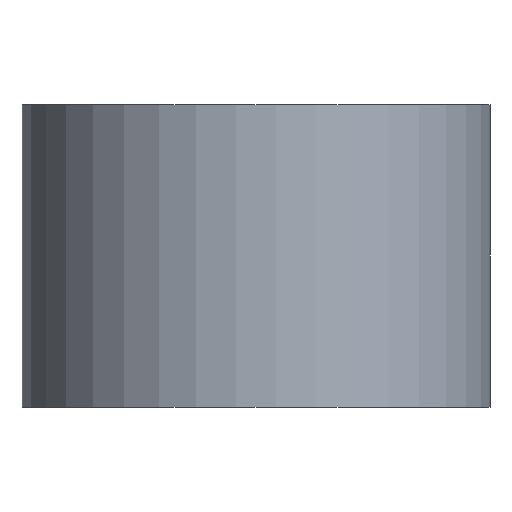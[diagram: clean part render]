
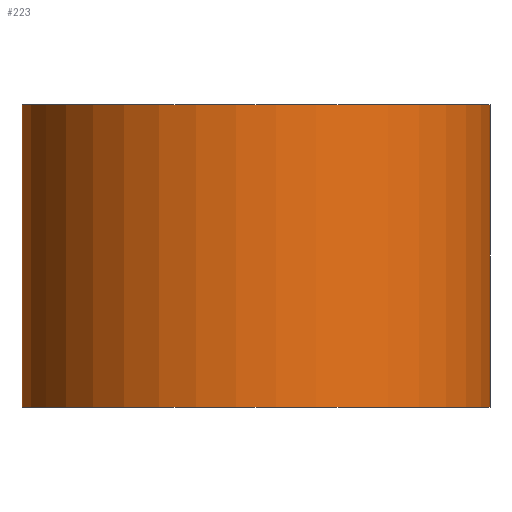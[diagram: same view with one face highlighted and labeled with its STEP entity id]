
A CAD part, front view. The second image highlights one B-rep face of the part: STEP entity #223.
In plain terms, the highlighted cylindrical face has radius 3.1 mm (diameter 6.2 mm), a partial arc.
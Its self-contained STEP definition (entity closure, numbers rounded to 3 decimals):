
#44 = PLANE('',#45);
#45 = AXIS2_PLACEMENT_3D('',#46,#47,#48);
#46 = CARTESIAN_POINT('',(-14.05,2.6,4.));
#47 = DIRECTION('',(1.,0.,0.));
#48 = DIRECTION('',(0.,-1.,0.));
#73 = PLANE('',#74);
#74 = AXIS2_PLACEMENT_3D('',#75,#76,#77);
#75 = CARTESIAN_POINT('',(-14.05,2.6,8.));
#76 = DIRECTION('',(0.,0.,-1.));
#77 = DIRECTION('',(-1.,0.,0.));
#105 = PLANE('',#106);
#106 = AXIS2_PLACEMENT_3D('',#107,#108,#109);
#107 = CARTESIAN_POINT('',(-16.95,2.6,4.));
#108 = DIRECTION('',(1.,0.,0.));
#109 = DIRECTION('',(0.,-1.,0.));
#132 = PLANE('',#133);
#133 = AXIS2_PLACEMENT_3D('',#134,#135,#136);
#134 = CARTESIAN_POINT('',(-14.05,2.6,4.));
#135 = DIRECTION('',(0.,0.,-1.));
#136 = DIRECTION('',(-1.,0.,0.));
#153 = VERTEX_POINT('',#154);
#154 = CARTESIAN_POINT('',(-16.95,-2.6,8.));
#175 = EDGE_CURVE('',#176,#153,#178,.T.);
#176 = VERTEX_POINT('',#177);
#177 = CARTESIAN_POINT('',(-16.95,-2.6,4.));
#178 = SURFACE_CURVE('',#179,(#183,#190),.PCURVE_S1.);
#179 = LINE('',#180,#181);
#180 = CARTESIAN_POINT('',(-16.95,-2.6,4.));
#181 = VECTOR('',#182,1.);
#182 = DIRECTION('',(0.,0.,1.));
#183 = PCURVE('',#105,#184);
#184 = DEFINITIONAL_REPRESENTATION('',(#185),#189);
#185 = LINE('',#186,#187);
#186 = CARTESIAN_POINT('',(5.2,0.));
#187 = VECTOR('',#188,1.);
#188 = DIRECTION('',(0.,-1.));
#189 = ( GEOMETRIC_REPRESENTATION_CONTEXT(2) 
PARAMETRIC_REPRESENTATION_CONTEXT() REPRESENTATION_CONTEXT('2D SPACE',''
  ) );
#190 = PCURVE('',#191,#196);
#191 = CYLINDRICAL_SURFACE('',#192,3.1);
#192 = AXIS2_PLACEMENT_3D('',#193,#194,#195);
#193 = CARTESIAN_POINT('',(-15.5,-5.34,4.));
#194 = DIRECTION('',(-0.,-0.,-1.));
#195 = DIRECTION('',(1.,0.,0.));
#196 = DEFINITIONAL_REPRESENTATION('',(#197),#201);
#197 = LINE('',#198,#199);
#198 = CARTESIAN_POINT('',(-2.058,0.));
#199 = VECTOR('',#200,1.);
#200 = DIRECTION('',(-0.,-1.));
#201 = ( GEOMETRIC_REPRESENTATION_CONTEXT(2) 
PARAMETRIC_REPRESENTATION_CONTEXT() REPRESENTATION_CONTEXT('2D SPACE',''
  ) );
#223 = ADVANCED_FACE('',(#224),#191,.T.);
#224 = FACE_BOUND('',#225,.F.);
#225 = EDGE_LOOP('',(#226,#227,#255,#278));
#226 = ORIENTED_EDGE('',*,*,#175,.T.);
#227 = ORIENTED_EDGE('',*,*,#228,.T.);
#228 = EDGE_CURVE('',#153,#229,#231,.T.);
#229 = VERTEX_POINT('',#230);
#230 = CARTESIAN_POINT('',(-14.05,-2.6,8.));
#231 = SURFACE_CURVE('',#232,(#237,#244),.PCURVE_S1.);
#232 = CIRCLE('',#233,3.1);
#233 = AXIS2_PLACEMENT_3D('',#234,#235,#236);
#234 = CARTESIAN_POINT('',(-15.5,-5.34,8.));
#235 = DIRECTION('',(0.,0.,1.));
#236 = DIRECTION('',(1.,0.,0.));
#237 = PCURVE('',#191,#238);
#238 = DEFINITIONAL_REPRESENTATION('',(#239),#243);
#239 = LINE('',#240,#241);
#240 = CARTESIAN_POINT('',(-0.,-4.));
#241 = VECTOR('',#242,1.);
#242 = DIRECTION('',(-1.,0.));
#243 = ( GEOMETRIC_REPRESENTATION_CONTEXT(2) 
PARAMETRIC_REPRESENTATION_CONTEXT() REPRESENTATION_CONTEXT('2D SPACE',''
  ) );
#244 = PCURVE('',#73,#245);
#245 = DEFINITIONAL_REPRESENTATION('',(#246),#254);
#246 = ( BOUNDED_CURVE() B_SPLINE_CURVE(2,(#247,#248,#249,#250,#251,#252
,#253),.UNSPECIFIED.,.T.,.F.) B_SPLINE_CURVE_WITH_KNOTS((1,2,2,2,2,1),(
    -2.094,0.,2.094,4.189,6.283,
8.378),.UNSPECIFIED.) CURVE() GEOMETRIC_REPRESENTATION_ITEM() 
RATIONAL_B_SPLINE_CURVE((1.,0.5,1.,0.5,1.,0.5,1.)) REPRESENTATION_ITEM(
  '') );
#247 = CARTESIAN_POINT('',(-1.65,-7.94));
#248 = CARTESIAN_POINT('',(-1.65,-2.571));
#249 = CARTESIAN_POINT('',(3.,-5.255));
#250 = CARTESIAN_POINT('',(7.65,-7.94));
#251 = CARTESIAN_POINT('',(3.,-10.625));
#252 = CARTESIAN_POINT('',(-1.65,-13.309));
#253 = CARTESIAN_POINT('',(-1.65,-7.94));
#254 = ( GEOMETRIC_REPRESENTATION_CONTEXT(2) 
PARAMETRIC_REPRESENTATION_CONTEXT() REPRESENTATION_CONTEXT('2D SPACE',''
  ) );
#255 = ORIENTED_EDGE('',*,*,#256,.F.);
#256 = EDGE_CURVE('',#257,#229,#259,.T.);
#257 = VERTEX_POINT('',#258);
#258 = CARTESIAN_POINT('',(-14.05,-2.6,4.));
#259 = SURFACE_CURVE('',#260,(#264,#271),.PCURVE_S1.);
#260 = LINE('',#261,#262);
#261 = CARTESIAN_POINT('',(-14.05,-2.6,4.));
#262 = VECTOR('',#263,1.);
#263 = DIRECTION('',(0.,0.,1.));
#264 = PCURVE('',#191,#265);
#265 = DEFINITIONAL_REPRESENTATION('',(#266),#270);
#266 = LINE('',#267,#268);
#267 = CARTESIAN_POINT('',(-7.367,0.));
#268 = VECTOR('',#269,1.);
#269 = DIRECTION('',(-0.,-1.));
#270 = ( GEOMETRIC_REPRESENTATION_CONTEXT(2) 
PARAMETRIC_REPRESENTATION_CONTEXT() REPRESENTATION_CONTEXT('2D SPACE',''
  ) );
#271 = PCURVE('',#44,#272);
#272 = DEFINITIONAL_REPRESENTATION('',(#273),#277);
#273 = LINE('',#274,#275);
#274 = CARTESIAN_POINT('',(5.2,0.));
#275 = VECTOR('',#276,1.);
#276 = DIRECTION('',(0.,-1.));
#277 = ( GEOMETRIC_REPRESENTATION_CONTEXT(2) 
PARAMETRIC_REPRESENTATION_CONTEXT() REPRESENTATION_CONTEXT('2D SPACE',''
  ) );
#278 = ORIENTED_EDGE('',*,*,#279,.F.);
#279 = EDGE_CURVE('',#176,#257,#280,.T.);
#280 = SURFACE_CURVE('',#281,(#286,#293),.PCURVE_S1.);
#281 = CIRCLE('',#282,3.1);
#282 = AXIS2_PLACEMENT_3D('',#283,#284,#285);
#283 = CARTESIAN_POINT('',(-15.5,-5.34,4.));
#284 = DIRECTION('',(0.,0.,1.));
#285 = DIRECTION('',(1.,0.,0.));
#286 = PCURVE('',#191,#287);
#287 = DEFINITIONAL_REPRESENTATION('',(#288),#292);
#288 = LINE('',#289,#290);
#289 = CARTESIAN_POINT('',(-0.,0.));
#290 = VECTOR('',#291,1.);
#291 = DIRECTION('',(-1.,0.));
#292 = ( GEOMETRIC_REPRESENTATION_CONTEXT(2) 
PARAMETRIC_REPRESENTATION_CONTEXT() REPRESENTATION_CONTEXT('2D SPACE',''
  ) );
#293 = PCURVE('',#132,#294);
#294 = DEFINITIONAL_REPRESENTATION('',(#295),#303);
#295 = ( BOUNDED_CURVE() B_SPLINE_CURVE(2,(#296,#297,#298,#299,#300,#301
,#302),.UNSPECIFIED.,.T.,.F.) B_SPLINE_CURVE_WITH_KNOTS((1,2,2,2,2,1),(
    -2.094,0.,2.094,4.189,6.283,
8.378),.UNSPECIFIED.) CURVE() GEOMETRIC_REPRESENTATION_ITEM() 
RATIONAL_B_SPLINE_CURVE((1.,0.5,1.,0.5,1.,0.5,1.)) REPRESENTATION_ITEM(
  '') );
#296 = CARTESIAN_POINT('',(-1.65,-7.94));
#297 = CARTESIAN_POINT('',(-1.65,-2.571));
#298 = CARTESIAN_POINT('',(3.,-5.255));
#299 = CARTESIAN_POINT('',(7.65,-7.94));
#300 = CARTESIAN_POINT('',(3.,-10.625));
#301 = CARTESIAN_POINT('',(-1.65,-13.309));
#302 = CARTESIAN_POINT('',(-1.65,-7.94));
#303 = ( GEOMETRIC_REPRESENTATION_CONTEXT(2) 
PARAMETRIC_REPRESENTATION_CONTEXT() REPRESENTATION_CONTEXT('2D SPACE',''
  ) );
